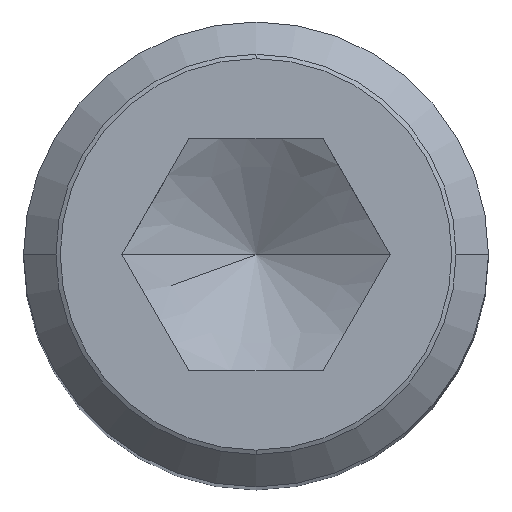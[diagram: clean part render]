
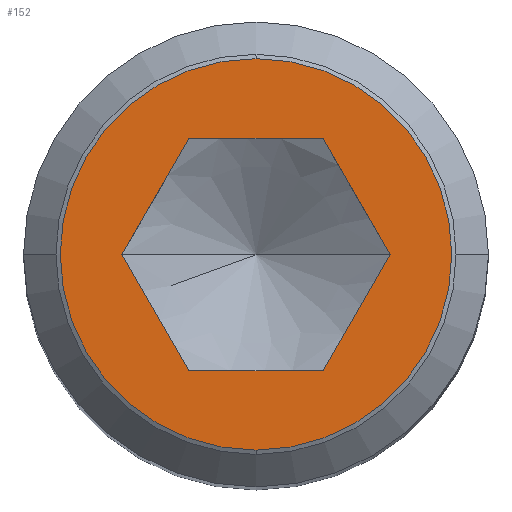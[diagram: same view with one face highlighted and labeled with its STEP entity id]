
A CAD part, top view. The second image highlights one B-rep face of the part: STEP entity #152.
In plain terms, the highlighted planar face has unit normal (0, 0, 1).
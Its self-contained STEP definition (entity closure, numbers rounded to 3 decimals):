
#152=ADVANCED_FACE('',(#371,#372),#373,.T.);
#160=EDGE_CURVE('',#182,#198,#382,.T.);
#182=VERTEX_POINT('',#408);
#186=VERTEX_POINT('',#412);
#196=EDGE_CURVE('',#208,#242,#422,.T.);
#198=VERTEX_POINT('',#424);
#208=VERTEX_POINT('',#435);
#210=EDGE_CURVE('',#284,#208,#437,.T.);
#230=EDGE_CURVE('',#242,#328,#458,.T.);
#242=VERTEX_POINT('',#472);
#280=EDGE_CURVE('',#198,#182,#513,.T.);
#282=EDGE_CURVE('',#186,#298,#515,.T.);
#284=VERTEX_POINT('',#517);
#286=EDGE_CURVE('',#298,#284,#519,.T.);
#298=VERTEX_POINT('',#533);
#318=EDGE_CURVE('',#328,#186,#555,.T.);
#328=VERTEX_POINT('',#568);
#371=FACE_BOUND('',#610,.T.);
#372=FACE_OUTER_BOUND('',#611,.T.);
#373=PLANE('',#612);
#382=CIRCLE('',#625,5.053);
#408=CARTESIAN_POINT('',(0.,-5.053,0.));
#412=CARTESIAN_POINT('',(1.732,-3.,0.));
#422=LINE('',#705,#706);
#424=CARTESIAN_POINT('',(0.,5.053,0.));
#435=CARTESIAN_POINT('',(-1.732,3.,0.));
#437=LINE('',#733,#734);
#458=LINE('',#774,#775);
#472=CARTESIAN_POINT('',(1.732,3.,0.));
#513=CIRCLE('',#851,5.053);
#515=LINE('',#854,#855);
#517=CARTESIAN_POINT('',(-3.464,0.,0.));
#519=LINE('',#860,#861);
#533=CARTESIAN_POINT('',(-1.732,-3.,0.));
#555=LINE('',#908,#909);
#568=CARTESIAN_POINT('',(3.464,0.,0.));
#610=EDGE_LOOP('',(#951,#952,#953,#954,#955,#956));
#611=EDGE_LOOP('',(#957,#958));
#612=AXIS2_PLACEMENT_3D('',#959,#960,#961);
#625=AXIS2_PLACEMENT_3D('',#972,#973,#974);
#705=CARTESIAN_POINT('',(0.866,3.,0.));
#706=VECTOR('',#1016,1.0);
#733=CARTESIAN_POINT('',(-2.165,2.25,0.));
#734=VECTOR('',#1028,1.0);
#774=CARTESIAN_POINT('',(3.031,0.75,0.));
#775=VECTOR('',#1046,1.0);
#851=AXIS2_PLACEMENT_3D('',#1102,#1103,#1104);
#854=CARTESIAN_POINT('',(-0.866,-3.,0.));
#855=VECTOR('',#1105,1.0);
#860=CARTESIAN_POINT('',(-3.031,-0.75,0.));
#861=VECTOR('',#1106,1.0);
#908=CARTESIAN_POINT('',(2.165,-2.25,0.));
#909=VECTOR('',#1152,1.0);
#951=ORIENTED_EDGE('',*,*,#286,.T.);
#952=ORIENTED_EDGE('',*,*,#210,.T.);
#953=ORIENTED_EDGE('',*,*,#196,.T.);
#954=ORIENTED_EDGE('',*,*,#230,.T.);
#955=ORIENTED_EDGE('',*,*,#318,.T.);
#956=ORIENTED_EDGE('',*,*,#282,.T.);
#957=ORIENTED_EDGE('',*,*,#280,.T.);
#958=ORIENTED_EDGE('',*,*,#160,.T.);
#959=CARTESIAN_POINT('',(-4.283,0.,0.));
#960=DIRECTION('',(0.0,0.0,1.0));
#961=DIRECTION('',(-1.0,0.,0.0));
#972=CARTESIAN_POINT('',(0.,0.,0.));
#973=DIRECTION('',(0.0,0.0,1.0));
#974=DIRECTION('',(0.,1.0,0.0));
#1016=DIRECTION('',(1.0,0.0,0.0));
#1028=DIRECTION('',(0.5,0.866,0.));
#1046=DIRECTION('',(0.5,-0.866,0.));
#1102=CARTESIAN_POINT('',(0.,0.,0.));
#1103=DIRECTION('',(0.0,0.0,1.0));
#1104=DIRECTION('',(0.,1.0,0.0));
#1105=DIRECTION('',(-1.0,0.0,0.0));
#1106=DIRECTION('',(-0.5,0.866,0.));
#1152=DIRECTION('',(-0.5,-0.866,0.));
